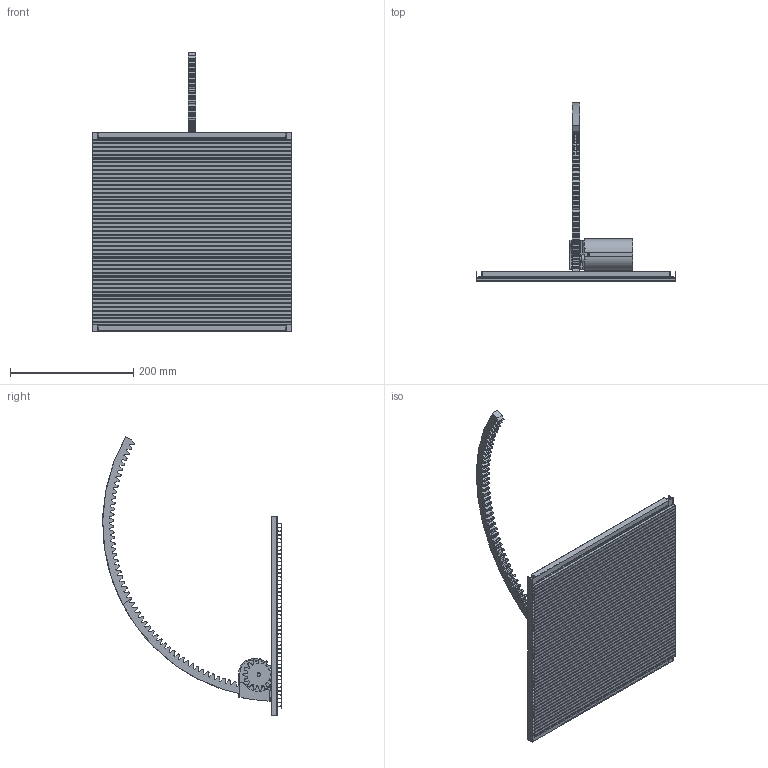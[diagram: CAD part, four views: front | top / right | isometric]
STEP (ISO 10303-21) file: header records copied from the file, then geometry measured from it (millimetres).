
FILE_DESCRIPTION(/* description */ (''),/* implementation_level */ '2;1');
FILE_NAME(/* name */ 'window opener v10.step',/* time_stamp */ '2023-02-20T02:47:45+03:00',/* author */ (''),/* organization */ (''),/* preprocessor_version */ 'ST-DEVELOPER v19.2',/* originating_system */ 'Autodesk Translation Framework v11.17.0.187',/* authorisation */ '');
FILE_SCHEMA (('AUTOMOTIVE_DESIGN { 1 0 10303 214 3 1 1 }'));
Products named in the file (4): window opener; Internal Gear (180 teeth); Spur Gear (15 teeth); motor 12v 1:76
Assembly tree (3 placements, depth 2):
  window opener
    Internal Gear (180 teeth)
    Spur Gear (15 teeth)
    motor 12v 1:76
Bounding box: 324 x 289.95 x 453.13 mm (x, y, z)
Volume: 415930.2 mm3; surface area: 778114.6 mm2
Topology: 10 solids, 10 shells, 1480 faces, 4328 edges, 2882 vertices
Faces by surface type: cylinder 740, plane 390, bspline 344, torus 5, cone 1
Full cylindrical faces by diameter (mm): 2 x4, 2.529 x30, 3 x12, 3.086 x18, 3.5 x6, 3.9 x3, 6 x1, 12 x1, 13 x1, 14 x1, 33 x1, 37 x1
Entity records: 61417 total; most frequent: CARTESIAN_POINT 23634, ORIENTED_EDGE 8656, DIRECTION 6794, EDGE_CURVE 4328, VERTEX_POINT 2882, AXIS2_PLACEMENT_3D 2360, LINE 2074, VECTOR 2074
